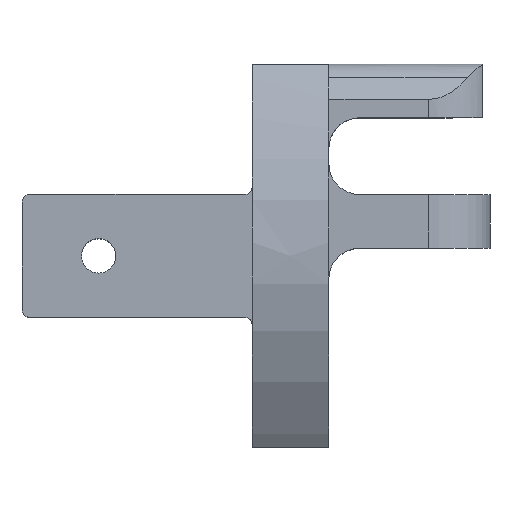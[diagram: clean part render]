
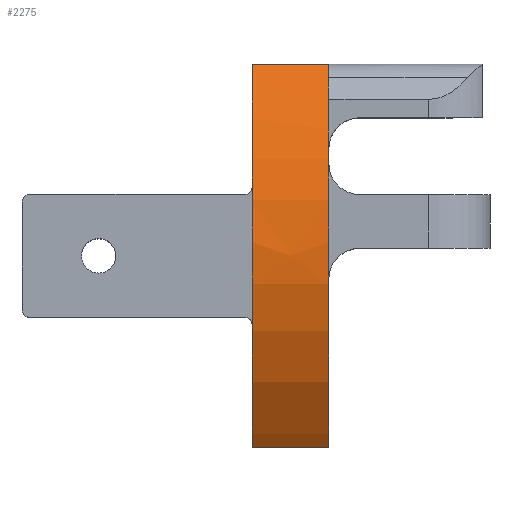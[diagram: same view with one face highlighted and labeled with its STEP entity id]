
A CAD part, top view. The second image highlights one B-rep face of the part: STEP entity #2275.
In plain terms, the highlighted face is a extrusion surface.
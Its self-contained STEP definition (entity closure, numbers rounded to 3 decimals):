
#1589=CARTESIAN_POINT('Vertex',(10.,25.,5.)) ;
#1593=CARTESIAN_POINT('Control Point',(10.,23.224,6.233)) ;
#1594=CARTESIAN_POINT('Control Point',(10.,23.579,5.996)) ;
#1595=CARTESIAN_POINT('Control Point',(10.,23.934,5.754)) ;
#1596=CARTESIAN_POINT('Control Point',(10.,24.29,5.507)) ;
#1597=CARTESIAN_POINT('Control Point',(10.,24.645,5.256)) ;
#1598=CARTESIAN_POINT('Control Point',(10.,25.,5.)) ;
#1599=CARTESIAN_POINT('Vertex',(10.,23.224,6.233)) ;
#1686=CARTESIAN_POINT('Vertex',(10.,20.412,8.)) ;
#1878=CARTESIAN_POINT('Control Point',(10.,23.224,6.233)) ;
#1879=CARTESIAN_POINT('Control Point',(10.,22.662,6.61)) ;
#1880=CARTESIAN_POINT('Control Point',(10.,22.099,6.974)) ;
#1881=CARTESIAN_POINT('Control Point',(10.,21.537,7.328)) ;
#1882=CARTESIAN_POINT('Control Point',(10.,20.975,7.669)) ;
#1883=CARTESIAN_POINT('Control Point',(10.,20.412,8.)) ;
#2128=CARTESIAN_POINT('Vertex',(10.,-25.,5.)) ;
#2133=CARTESIAN_POINT('Line Origine',(5.,-25.,5.)) ;
#2137=CARTESIAN_POINT('Vertex',(0.,-25.,5.)) ;
#2160=CARTESIAN_POINT('Control Point',(0.,-25.,5.)) ;
#2161=CARTESIAN_POINT('Control Point',(0.,-20.,8.6)) ;
#2162=CARTESIAN_POINT('Control Point',(0.,-15.,11.3)) ;
#2163=CARTESIAN_POINT('Control Point',(0.,-10.,13.1)) ;
#2164=CARTESIAN_POINT('Control Point',(0.,0.,14.9)) ;
#2165=CARTESIAN_POINT('Control Point',(0.,10.,13.1)) ;
#2166=CARTESIAN_POINT('Control Point',(0.,15.,11.3)) ;
#2167=CARTESIAN_POINT('Control Point',(0.,20.,8.6)) ;
#2168=CARTESIAN_POINT('Control Point',(0.,25.,5.)) ;
#2173=CARTESIAN_POINT('Control Point',(10.,-23.224,6.233)) ;
#2174=CARTESIAN_POINT('Control Point',(10.,-18.579,9.34)) ;
#2175=CARTESIAN_POINT('Control Point',(10.,-13.934,11.67)) ;
#2176=CARTESIAN_POINT('Control Point',(10.,-9.29,13.223)) ;
#2177=CARTESIAN_POINT('Control Point',(10.,-0.562,14.683)) ;
#2178=CARTESIAN_POINT('Control Point',(10.,8.165,13.4)) ;
#2179=CARTESIAN_POINT('Control Point',(10.,12.247,12.2)) ;
#2180=CARTESIAN_POINT('Control Point',(10.,16.33,10.4)) ;
#2181=CARTESIAN_POINT('Control Point',(10.,20.412,8.)) ;
#2182=CARTESIAN_POINT('Vertex',(10.,-23.224,6.233)) ;
#2185=CARTESIAN_POINT('Line Origine',(5.,25.,5.)) ;
#2189=CARTESIAN_POINT('Vertex',(0.,25.,5.)) ;
#2193=CARTESIAN_POINT('Control Point',(0.,23.225,6.233)) ;
#2194=CARTESIAN_POINT('Control Point',(0.,23.58,5.995)) ;
#2195=CARTESIAN_POINT('Control Point',(0.,23.935,5.753)) ;
#2196=CARTESIAN_POINT('Control Point',(0.,24.29,5.507)) ;
#2197=CARTESIAN_POINT('Control Point',(0.,24.645,5.256)) ;
#2198=CARTESIAN_POINT('Control Point',(0.,25.,5.)) ;
#2199=CARTESIAN_POINT('Vertex',(0.,23.225,6.233)) ;
#2203=CARTESIAN_POINT('Control Point',(0.,23.224,6.233)) ;
#2204=CARTESIAN_POINT('Control Point',(0.,23.224,6.233)) ;
#2205=CARTESIAN_POINT('Control Point',(0.,23.224,6.233)) ;
#2206=CARTESIAN_POINT('Control Point',(0.,23.224,6.233)) ;
#2207=CARTESIAN_POINT('Control Point',(0.,23.225,6.233)) ;
#2208=CARTESIAN_POINT('Control Point',(0.,23.225,6.233)) ;
#2209=CARTESIAN_POINT('Vertex',(0.,23.224,6.233)) ;
#2213=CARTESIAN_POINT('Control Point',(0.,-23.224,6.233)) ;
#2214=CARTESIAN_POINT('Control Point',(0.,-18.579,9.34)) ;
#2215=CARTESIAN_POINT('Control Point',(0.,-13.934,11.67)) ;
#2216=CARTESIAN_POINT('Control Point',(0.,-9.29,13.223)) ;
#2217=CARTESIAN_POINT('Control Point',(0.,0.,14.777)) ;
#2218=CARTESIAN_POINT('Control Point',(0.,9.29,13.223)) ;
#2219=CARTESIAN_POINT('Control Point',(0.,13.934,11.67)) ;
#2220=CARTESIAN_POINT('Control Point',(0.,18.579,9.34)) ;
#2221=CARTESIAN_POINT('Control Point',(0.,23.224,6.233)) ;
#2222=CARTESIAN_POINT('Vertex',(0.,-23.224,6.233)) ;
#2226=CARTESIAN_POINT('Control Point',(0.,-23.226,6.232)) ;
#2227=CARTESIAN_POINT('Control Point',(0.,-23.225,6.232)) ;
#2228=CARTESIAN_POINT('Control Point',(0.,-23.225,6.233)) ;
#2229=CARTESIAN_POINT('Control Point',(0.,-23.225,6.233)) ;
#2230=CARTESIAN_POINT('Control Point',(0.,-23.224,6.233)) ;
#2231=CARTESIAN_POINT('Control Point',(0.,-23.224,6.233)) ;
#2232=CARTESIAN_POINT('Vertex',(0.,-23.226,6.232)) ;
#2236=CARTESIAN_POINT('Control Point',(0.,-25.,5.)) ;
#2237=CARTESIAN_POINT('Control Point',(0.,-24.645,5.256)) ;
#2238=CARTESIAN_POINT('Control Point',(0.,-24.29,5.506)) ;
#2239=CARTESIAN_POINT('Control Point',(0.,-23.935,5.753)) ;
#2240=CARTESIAN_POINT('Control Point',(0.,-23.58,5.995)) ;
#2241=CARTESIAN_POINT('Control Point',(0.,-23.226,6.232)) ;
#2244=CARTESIAN_POINT('Control Point',(10.,-25.,5.)) ;
#2245=CARTESIAN_POINT('Control Point',(10.,-24.645,5.256)) ;
#2246=CARTESIAN_POINT('Control Point',(10.,-24.29,5.506)) ;
#2247=CARTESIAN_POINT('Control Point',(10.,-23.935,5.753)) ;
#2248=CARTESIAN_POINT('Control Point',(10.,-23.58,5.995)) ;
#2249=CARTESIAN_POINT('Control Point',(10.,-23.226,6.232)) ;
#2250=CARTESIAN_POINT('Vertex',(10.,-23.226,6.232)) ;
#2254=CARTESIAN_POINT('Control Point',(10.,-23.226,6.232)) ;
#2255=CARTESIAN_POINT('Control Point',(10.,-23.225,6.232)) ;
#2256=CARTESIAN_POINT('Control Point',(10.,-23.225,6.233)) ;
#2257=CARTESIAN_POINT('Control Point',(10.,-23.225,6.233)) ;
#2258=CARTESIAN_POINT('Control Point',(10.,-23.224,6.233)) ;
#2259=CARTESIAN_POINT('Control Point',(10.,-23.224,6.233)) ;
#2134=DIRECTION('Vector Direction',(1.,0.,0.)) ;
#2169=DIRECTION('Vector Direction',(1.,0.,0.)) ;
#2186=DIRECTION('Vector Direction',(1.,0.,0.)) ;
#2262=ORIENTED_EDGE('',*,*,#2184,.F.) ;
#2263=ORIENTED_EDGE('',*,*,#1884,.F.) ;
#2264=ORIENTED_EDGE('',*,*,#1601,.F.) ;
#2265=ORIENTED_EDGE('',*,*,#2191,.F.) ;
#2266=ORIENTED_EDGE('',*,*,#2201,.T.) ;
#2267=ORIENTED_EDGE('',*,*,#2211,.T.) ;
#2268=ORIENTED_EDGE('',*,*,#2224,.F.) ;
#2269=ORIENTED_EDGE('',*,*,#2234,.T.) ;
#2270=ORIENTED_EDGE('',*,*,#2242,.T.) ;
#2271=ORIENTED_EDGE('',*,*,#2139,.T.) ;
#2272=ORIENTED_EDGE('',*,*,#2252,.F.) ;
#2273=ORIENTED_EDGE('',*,*,#2260,.T.) ;
#2135=VECTOR('Line Direction',#2134,1.) ;
#2170=VECTOR('Extrusion Surface Vector',#2169,1.) ;
#2187=VECTOR('Line Direction',#2186,1.) ;
#2275=ADVANCED_FACE('Corps principal',(#2274),#2171,.F.) ;
#1592=B_SPLINE_CURVE_WITH_KNOTS('',5,(#1593,#1594,#1595,#1596,#1597,#1598),.UNSPECIFIED.,.F.,.U.,(6,6),(51.254,53.141),.UNSPECIFIED.) ;
#1877=B_SPLINE_CURVE_WITH_KNOTS('',5,(#1878,#1879,#1880,#1881,#1882,#1883),.UNSPECIFIED.,.F.,.U.,(6,6),(1.888,4.876),.UNSPECIFIED.) ;
#2159=B_SPLINE_CURVE_WITH_KNOTS('',5,(#2160,#2161,#2162,#2163,#2164,#2165,#2166,#2167,#2168),.UNSPECIFIED.,.F.,.U.,(6,3,6),(0.,26.571,53.141),.UNSPECIFIED.) ;
#2172=B_SPLINE_CURVE_WITH_KNOTS('',5,(#2173,#2174,#2175,#2176,#2177,#2178,#2179,#2180,#2181),.UNSPECIFIED.,.F.,.U.,(6,3,6),(1.888,26.571,48.266),.UNSPECIFIED.) ;
#2192=B_SPLINE_CURVE_WITH_KNOTS('',5,(#2193,#2194,#2195,#2196,#2197,#2198),.UNSPECIFIED.,.F.,.U.,(6,6),(51.255,53.141),.UNSPECIFIED.) ;
#2202=B_SPLINE_CURVE_WITH_KNOTS('',5,(#2203,#2204,#2205,#2206,#2207,#2208),.UNSPECIFIED.,.F.,.U.,(6,6),(72.959,72.961),.UNSPECIFIED.) ;
#2212=B_SPLINE_CURVE_WITH_KNOTS('',5,(#2213,#2214,#2215,#2216,#2217,#2218,#2219,#2220,#2221),.UNSPECIFIED.,.F.,.U.,(6,3,6),(1.888,26.571,51.254),.UNSPECIFIED.) ;
#2225=B_SPLINE_CURVE_WITH_KNOTS('',5,(#2226,#2227,#2228,#2229,#2230,#2231),.UNSPECIFIED.,.F.,.U.,(6,6),(2.868,2.871),.UNSPECIFIED.) ;
#2235=B_SPLINE_CURVE_WITH_KNOTS('',5,(#2236,#2237,#2238,#2239,#2240,#2241),.UNSPECIFIED.,.F.,.U.,(6,6),(0.,1.886),.UNSPECIFIED.) ;
#2243=B_SPLINE_CURVE_WITH_KNOTS('',5,(#2244,#2245,#2246,#2247,#2248,#2249),.UNSPECIFIED.,.F.,.U.,(6,6),(0.,1.886),.UNSPECIFIED.) ;
#2253=B_SPLINE_CURVE_WITH_KNOTS('',5,(#2254,#2255,#2256,#2257,#2258,#2259),.UNSPECIFIED.,.F.,.U.,(6,6),(2.868,2.871),.UNSPECIFIED.) ;
#1601=EDGE_CURVE('',#1590,#1600,#1592,.F.) ;
#1884=EDGE_CURVE('',#1600,#1687,#1877,.T.) ;
#2139=EDGE_CURVE('',#2138,#2129,#2136,.T.) ;
#2184=EDGE_CURVE('',#1687,#2183,#2172,.F.) ;
#2191=EDGE_CURVE('',#2190,#1590,#2188,.T.) ;
#2201=EDGE_CURVE('',#2190,#2200,#2192,.F.) ;
#2211=EDGE_CURVE('',#2200,#2210,#2202,.F.) ;
#2224=EDGE_CURVE('',#2223,#2210,#2212,.T.) ;
#2234=EDGE_CURVE('',#2223,#2233,#2225,.F.) ;
#2242=EDGE_CURVE('',#2233,#2138,#2235,.F.) ;
#2252=EDGE_CURVE('',#2251,#2129,#2243,.F.) ;
#2260=EDGE_CURVE('',#2251,#2183,#2253,.T.) ;
#2261=EDGE_LOOP('',(#2262,#2263,#2264,#2265,#2266,#2267,#2268,#2269,#2270,#2271,#2272,#2273)) ;
#2274=FACE_OUTER_BOUND('',#2261,.T.) ;
#2136=LINE('Line',#2133,#2135) ;
#2188=LINE('Line',#2185,#2187) ;
#2171=SURFACE_OF_LINEAR_EXTRUSION('generated tabulated cylinder',#2159,#2170) ;
#1590=VERTEX_POINT('',#1589) ;
#1600=VERTEX_POINT('',#1599) ;
#1687=VERTEX_POINT('',#1686) ;
#2129=VERTEX_POINT('',#2128) ;
#2138=VERTEX_POINT('',#2137) ;
#2183=VERTEX_POINT('',#2182) ;
#2190=VERTEX_POINT('',#2189) ;
#2200=VERTEX_POINT('',#2199) ;
#2210=VERTEX_POINT('',#2209) ;
#2223=VERTEX_POINT('',#2222) ;
#2233=VERTEX_POINT('',#2232) ;
#2251=VERTEX_POINT('',#2250) ;
